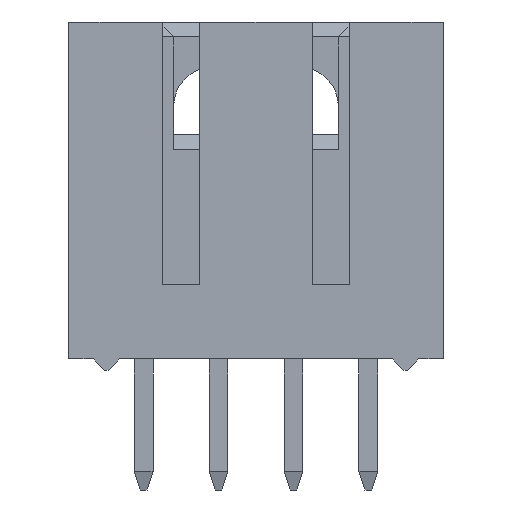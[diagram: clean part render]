
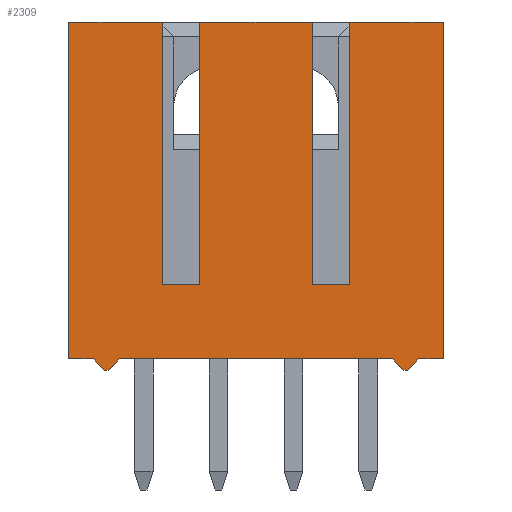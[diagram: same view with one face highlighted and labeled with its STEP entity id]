
A CAD part, front view. The second image highlights one B-rep face of the part: STEP entity #2309.
In plain terms, the highlighted planar face has unit normal (0, -1, 0).
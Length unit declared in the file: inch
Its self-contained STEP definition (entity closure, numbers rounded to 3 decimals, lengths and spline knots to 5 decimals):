
#5=DIRECTION('',(0.,0.,-1.));
#6=VECTOR('',#5,0.45);
#7=CARTESIAN_POINT('',(-0.25,-0.1,0.15));
#8=LINE('',#7,#6);
#429=DIRECTION('',(1.,0.,0.));
#430=VECTOR('',#429,0.0325);
#431=CARTESIAN_POINT('',(-0.25,-0.1,-0.3));
#432=LINE('',#431,#430);
#437=DIRECTION('',(1.,0.,0.));
#438=VECTOR('',#437,0.365);
#439=CARTESIAN_POINT('',(-0.1825,-0.1,-0.3));
#440=LINE('',#439,#438);
#449=DIRECTION('',(1.,0.,0.));
#450=VECTOR('',#449,0.0325);
#451=CARTESIAN_POINT('',(0.2175,-0.1,-0.3));
#452=LINE('',#451,#450);
#521=DIRECTION('',(-1.,0.,0.));
#522=VECTOR('',#521,0.05);
#523=CARTESIAN_POINT('',(-0.075,-0.1,-0.2));
#524=LINE('',#523,#522);
#525=DIRECTION('',(0.,0.,-1.));
#526=VECTOR('',#525,0.35);
#527=CARTESIAN_POINT('',(-0.075,-0.1,0.15));
#528=LINE('',#527,#526);
#529=DIRECTION('',(1.,0.,0.));
#530=VECTOR('',#529,0.15);
#531=CARTESIAN_POINT('',(-0.075,-0.1,0.15));
#532=LINE('',#531,#530);
#533=DIRECTION('',(0.,0.,-1.));
#534=VECTOR('',#533,0.35);
#535=CARTESIAN_POINT('',(0.075,-0.1,0.15));
#536=LINE('',#535,#534);
#537=DIRECTION('',(1.,0.,0.));
#538=VECTOR('',#537,0.05);
#539=CARTESIAN_POINT('',(0.075,-0.1,-0.2));
#540=LINE('',#539,#538);
#541=DIRECTION('',(0.,0.,-1.));
#542=VECTOR('',#541,0.35);
#543=CARTESIAN_POINT('',(0.125,-0.1,0.15));
#544=LINE('',#543,#542);
#545=DIRECTION('',(1.,0.,0.));
#546=VECTOR('',#545,0.125);
#547=CARTESIAN_POINT('',(0.125,-0.1,0.15));
#548=LINE('',#547,#546);
#549=DIRECTION('',(-0.707,0.,-0.707));
#550=VECTOR('',#549,0.02121);
#551=CARTESIAN_POINT('',(0.2175,-0.1,-0.3));
#552=LINE('',#551,#550);
#553=DIRECTION('',(-1.,0.,0.));
#554=VECTOR('',#553,0.005);
#555=CARTESIAN_POINT('',(0.2025,-0.1,-0.315));
#556=LINE('',#555,#554);
#557=DIRECTION('',(-0.707,0.,0.707));
#558=VECTOR('',#557,0.02121);
#559=CARTESIAN_POINT('',(0.1975,-0.1,-0.315));
#560=LINE('',#559,#558);
#561=DIRECTION('',(-0.707,0.,-0.707));
#562=VECTOR('',#561,0.02121);
#563=CARTESIAN_POINT('',(-0.1825,-0.1,-0.3));
#564=LINE('',#563,#562);
#565=DIRECTION('',(-1.,0.,0.));
#566=VECTOR('',#565,0.005);
#567=CARTESIAN_POINT('',(-0.1975,-0.1,-0.315));
#568=LINE('',#567,#566);
#569=DIRECTION('',(-0.707,0.,0.707));
#570=VECTOR('',#569,0.02121);
#571=CARTESIAN_POINT('',(-0.2025,-0.1,-0.315));
#572=LINE('',#571,#570);
#573=DIRECTION('',(1.,0.,0.));
#574=VECTOR('',#573,0.125);
#575=CARTESIAN_POINT('',(-0.25,-0.1,0.15));
#576=LINE('',#575,#574);
#577=DIRECTION('',(0.,0.,-1.));
#578=VECTOR('',#577,0.35);
#579=CARTESIAN_POINT('',(-0.125,-0.1,0.15));
#580=LINE('',#579,#578);
#873=DIRECTION('',(0.,0.,-1.));
#874=VECTOR('',#873,0.45);
#875=CARTESIAN_POINT('',(0.25,-0.1,0.15));
#876=LINE('',#875,#874);
#1289=CARTESIAN_POINT('',(-0.25,-0.1,0.15));
#1290=CARTESIAN_POINT('',(-0.25,-0.1,-0.3));
#1291=VERTEX_POINT('',#1289);
#1292=VERTEX_POINT('',#1290);
#1295=CARTESIAN_POINT('',(0.25,-0.1,0.15));
#1296=CARTESIAN_POINT('',(0.25,-0.1,-0.3));
#1297=VERTEX_POINT('',#1295);
#1298=VERTEX_POINT('',#1296);
#1373=CARTESIAN_POINT('',(-0.1975,-0.1,-0.315));
#1374=CARTESIAN_POINT('',(-0.2025,-0.1,-0.315));
#1375=VERTEX_POINT('',#1373);
#1376=VERTEX_POINT('',#1374);
#1377=CARTESIAN_POINT('',(0.2025,-0.1,-0.315));
#1378=CARTESIAN_POINT('',(0.1975,-0.1,-0.315));
#1379=VERTEX_POINT('',#1377);
#1380=VERTEX_POINT('',#1378);
#1381=CARTESIAN_POINT('',(-0.2175,-0.1,-0.3));
#1383=VERTEX_POINT('',#1381);
#1385=CARTESIAN_POINT('',(-0.1825,-0.1,-0.3));
#1387=VERTEX_POINT('',#1385);
#1389=CARTESIAN_POINT('',(0.1825,-0.1,-0.3));
#1391=VERTEX_POINT('',#1389);
#1393=CARTESIAN_POINT('',(0.2175,-0.1,-0.3));
#1395=VERTEX_POINT('',#1393);
#1473=CARTESIAN_POINT('',(0.075,-0.1,-0.2));
#1474=CARTESIAN_POINT('',(0.125,-0.1,-0.2));
#1475=VERTEX_POINT('',#1473);
#1476=VERTEX_POINT('',#1474);
#1477=CARTESIAN_POINT('',(0.075,-0.1,0.15));
#1478=VERTEX_POINT('',#1477);
#1479=CARTESIAN_POINT('',(0.125,-0.1,0.15));
#1480=VERTEX_POINT('',#1479);
#1506=CARTESIAN_POINT('',(-0.075,-0.1,-0.2));
#1508=VERTEX_POINT('',#1506);
#1509=CARTESIAN_POINT('',(-0.125,-0.1,-0.2));
#1511=VERTEX_POINT('',#1509);
#1513=CARTESIAN_POINT('',(-0.075,-0.1,0.15));
#1514=VERTEX_POINT('',#1513);
#1515=CARTESIAN_POINT('',(-0.125,-0.1,0.15));
#1516=VERTEX_POINT('',#1515);
#2273=CARTESIAN_POINT('',(-0.25,-0.1,0.15));
#2274=DIRECTION('',(0.,-1.,0.));
#2275=DIRECTION('',(0.,0.,-1.));
#2276=AXIS2_PLACEMENT_3D('',#2273,#2274,#2275);
#2277=PLANE('',#2276);
#2278=ORIENTED_EDGE('',*,*,#1869,.F.);
#2279=ORIENTED_EDGE('',*,*,#1856,.F.);
#2280=ORIENTED_EDGE('',*,*,#1788,.T.);
#2282=ORIENTED_EDGE('',*,*,#2281,.T.);
#2283=ORIENTED_EDGE('',*,*,#1892,.T.);
#2285=ORIENTED_EDGE('',*,*,#2284,.F.);
#2286=ORIENTED_EDGE('',*,*,#1804,.T.);
#2288=ORIENTED_EDGE('',*,*,#2287,.T.);
#2289=ORIENTED_EDGE('',*,*,#2251,.F.);
#2291=ORIENTED_EDGE('',*,*,#2290,.T.);
#2293=ORIENTED_EDGE('',*,*,#2292,.T.);
#2295=ORIENTED_EDGE('',*,*,#2294,.T.);
#2296=ORIENTED_EDGE('',*,*,#2200,.F.);
#2298=ORIENTED_EDGE('',*,*,#2297,.T.);
#2300=ORIENTED_EDGE('',*,*,#2299,.T.);
#2301=ORIENTED_EDGE('',*,*,#2265,.T.);
#2302=ORIENTED_EDGE('',*,*,#2188,.F.);
#2303=ORIENTED_EDGE('',*,*,#1698,.F.);
#2304=ORIENTED_EDGE('',*,*,#1828,.T.);
#2306=ORIENTED_EDGE('',*,*,#2305,.T.);
#2307=EDGE_LOOP('',(#2278,#2279,#2280,#2282,#2283,#2285,#2286,#2288,#2289,#2291,
#2293,#2295,#2296,#2298,#2300,#2301,#2302,#2303,#2304,#2306));
#2308=FACE_OUTER_BOUND('',#2307,.F.);
#2309=ADVANCED_FACE('',(#2308),#2277,.T.);
#1698=EDGE_CURVE('',#1291,#1292,#8,.T.);
#1788=EDGE_CURVE('',#1514,#1478,#532,.T.);
#1804=EDGE_CURVE('',#1480,#1297,#548,.T.);
#1828=EDGE_CURVE('',#1291,#1516,#576,.T.);
#1856=EDGE_CURVE('',#1514,#1508,#528,.T.);
#1869=EDGE_CURVE('',#1508,#1511,#524,.T.);
#1892=EDGE_CURVE('',#1475,#1476,#540,.T.);
#2188=EDGE_CURVE('',#1292,#1383,#432,.T.);
#2200=EDGE_CURVE('',#1387,#1391,#440,.T.);
#2251=EDGE_CURVE('',#1395,#1298,#452,.T.);
#2265=EDGE_CURVE('',#1376,#1383,#572,.T.);
#2281=EDGE_CURVE('',#1478,#1475,#536,.T.);
#2284=EDGE_CURVE('',#1480,#1476,#544,.T.);
#2287=EDGE_CURVE('',#1297,#1298,#876,.T.);
#2290=EDGE_CURVE('',#1395,#1379,#552,.T.);
#2292=EDGE_CURVE('',#1379,#1380,#556,.T.);
#2294=EDGE_CURVE('',#1380,#1391,#560,.T.);
#2297=EDGE_CURVE('',#1387,#1375,#564,.T.);
#2299=EDGE_CURVE('',#1375,#1376,#568,.T.);
#2305=EDGE_CURVE('',#1516,#1511,#580,.T.);
